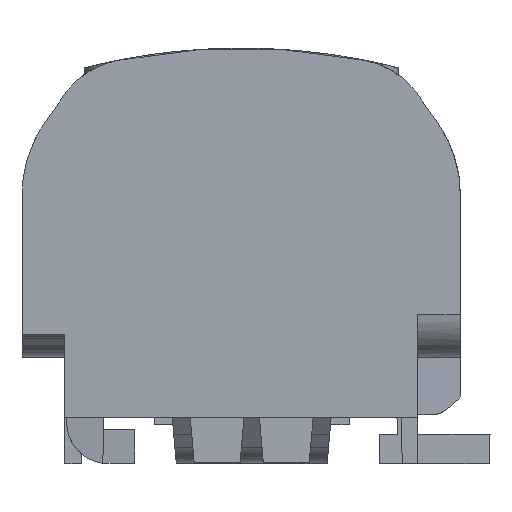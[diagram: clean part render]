
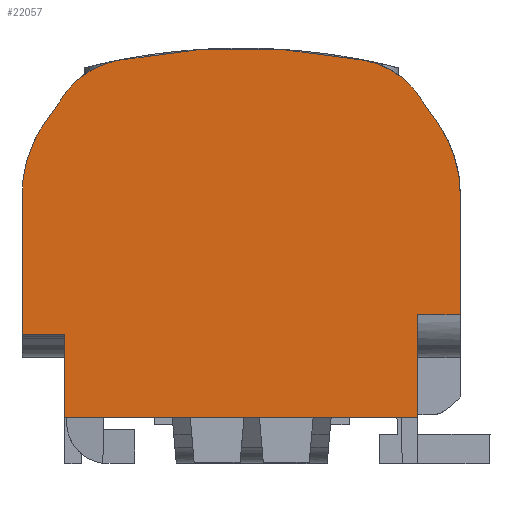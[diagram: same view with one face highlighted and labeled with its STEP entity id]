
A CAD part, left-side view. The second image highlights one B-rep face of the part: STEP entity #22057.
In plain terms, the highlighted planar face has unit normal (-1, 0, 0).
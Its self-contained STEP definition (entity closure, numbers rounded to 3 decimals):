
#9575=AXIS2_PLACEMENT_3D('Circle Axis2P3D',#9573,#9574,$) ;
#11501=AXIS2_PLACEMENT_3D('Circle Axis2P3D',#11499,#11500,$) ;
#11579=AXIS2_PLACEMENT_3D('Circle Axis2P3D',#11577,#11578,$) ;
#12609=AXIS2_PLACEMENT_3D('Circle Axis2P3D',#12607,#12608,$) ;
#13224=AXIS2_PLACEMENT_3D('Circle Axis2P3D',#13222,#13223,$) ;
#21989=AXIS2_PLACEMENT_3D('Circle Axis2P3D',#21987,#21988,$) ;
#22002=AXIS2_PLACEMENT_3D('Plane Axis2P3D',#21999,#22000,#22001) ;
#22020=AXIS2_PLACEMENT_3D('Circle Axis2P3D',#22018,#22019,$) ;
#22025=AXIS2_PLACEMENT_3D('Circle Axis2P3D',#22023,#22024,$) ;
#1593=CARTESIAN_POINT('Vertex',(0.,3.517,31.868)) ;
#1596=CARTESIAN_POINT('Line Origine',(0.,3.517,24.789)) ;
#1600=CARTESIAN_POINT('Vertex',(0.,3.517,17.71)) ;
#4523=CARTESIAN_POINT('Line Origine',(0.,4.927,17.71)) ;
#4527=CARTESIAN_POINT('Vertex',(0.,8.617,17.71)) ;
#8559=CARTESIAN_POINT('Line Origine',(0.,52.967,15.346)) ;
#8563=CARTESIAN_POINT('Vertex',(0.,55.517,15.346)) ;
#8565=CARTESIAN_POINT('Vertex',(0.,50.417,15.346)) ;
#9570=CARTESIAN_POINT('Vertex',(0.,55.517,31.868)) ;
#9573=CARTESIAN_POINT('Axis2P3D Location',(0.,40.517,31.868)) ;
#9577=CARTESIAN_POINT('Vertex',(0.,54.243,37.919)) ;
#11499=CARTESIAN_POINT('Axis2P3D Location',(0.,40.478,31.85)) ;
#11503=CARTESIAN_POINT('Vertex',(0.,52.879,40.365)) ;
#11574=CARTESIAN_POINT('Vertex',(0.,50.492,43.775)) ;
#11577=CARTESIAN_POINT('Axis2P3D Location',(0.,42.3,38.039)) ;
#11581=CARTESIAN_POINT('Vertex',(0.,49.637,44.834)) ;
#12604=CARTESIAN_POINT('Vertex',(0.,44.267,47.844)) ;
#12607=CARTESIAN_POINT('Axis2P3D Location',(0.,29.517,-25.692)) ;
#12611=CARTESIAN_POINT('Vertex',(0.,14.768,47.844)) ;
#13219=CARTESIAN_POINT('Vertex',(0.,9.397,44.834)) ;
#13222=CARTESIAN_POINT('Axis2P3D Location',(0.,16.734,38.039)) ;
#13226=CARTESIAN_POINT('Vertex',(0.,8.543,43.775)) ;
#13295=CARTESIAN_POINT('Line Origine',(0.,7.386,42.123)) ;
#13299=CARTESIAN_POINT('Vertex',(0.,6.23,40.472)) ;
#20982=CARTESIAN_POINT('Line Origine',(0.,51.685,42.07)) ;
#21987=CARTESIAN_POINT('Axis2P3D Location',(0.,18.517,31.868)) ;
#21999=CARTESIAN_POINT('Axis2P3D Location',(0.,49.417,5.508)) ;
#22004=CARTESIAN_POINT('Line Origine',(0.,29.517,5.508)) ;
#22008=CARTESIAN_POINT('Vertex',(0.,8.617,5.508)) ;
#22010=CARTESIAN_POINT('Vertex',(0.,50.417,5.508)) ;
#22013=CARTESIAN_POINT('Line Origine',(0.,8.617,11.609)) ;
#22018=CARTESIAN_POINT('Axis2P3D Location',(0.,16.734,38.039)) ;
#22023=CARTESIAN_POINT('Axis2P3D Location',(0.,42.3,38.039)) ;
#22028=CARTESIAN_POINT('Line Origine',(0.,55.517,23.607)) ;
#22033=CARTESIAN_POINT('Line Origine',(0.,50.417,10.427)) ;
#1597=DIRECTION('Vector Direction',(0.,0.,-1.)) ;
#4524=DIRECTION('Vector Direction',(0.,-1.,0.)) ;
#8560=DIRECTION('Vector Direction',(0.,-1.,0.)) ;
#9574=DIRECTION('Axis2P3D Direction',(1.,0.,0.)) ;
#11500=DIRECTION('Axis2P3D Direction',(1.,0.,0.)) ;
#11578=DIRECTION('Axis2P3D Direction',(1.,0.,0.)) ;
#12608=DIRECTION('Axis2P3D Direction',(1.,0.,0.)) ;
#13223=DIRECTION('Axis2P3D Direction',(1.,0.,0.)) ;
#13296=DIRECTION('Vector Direction',(0.,-0.574,-0.819)) ;
#20983=DIRECTION('Vector Direction',(0.,-0.574,0.819)) ;
#21988=DIRECTION('Axis2P3D Direction',(1.,0.,0.)) ;
#22000=DIRECTION('Axis2P3D Direction',(-1.,0.,0.)) ;
#22001=DIRECTION('Axis2P3D XDirection',(0.,1.,0.)) ;
#22005=DIRECTION('Vector Direction',(0.,1.,0.)) ;
#22014=DIRECTION('Vector Direction',(0.,0.,1.)) ;
#22019=DIRECTION('Axis2P3D Direction',(-1.,0.,0.)) ;
#22024=DIRECTION('Axis2P3D Direction',(-1.,0.,0.)) ;
#22029=DIRECTION('Vector Direction',(0.,0.,-1.)) ;
#22034=DIRECTION('Vector Direction',(0.,0.,-1.)) ;
#1598=VECTOR('Line Direction',#1597,1.) ;
#4525=VECTOR('Line Direction',#4524,1.) ;
#8561=VECTOR('Line Direction',#8560,1.) ;
#13297=VECTOR('Line Direction',#13296,1.) ;
#20984=VECTOR('Line Direction',#20983,1.) ;
#22006=VECTOR('Line Direction',#22005,1.) ;
#22015=VECTOR('Line Direction',#22014,1.) ;
#22030=VECTOR('Line Direction',#22029,1.) ;
#22035=VECTOR('Line Direction',#22034,1.) ;
#22039=ORIENTED_EDGE('',*,*,#22012,.F.) ;
#22040=ORIENTED_EDGE('',*,*,#22017,.T.) ;
#22041=ORIENTED_EDGE('',*,*,#4529,.F.) ;
#22042=ORIENTED_EDGE('',*,*,#1602,.F.) ;
#22043=ORIENTED_EDGE('',*,*,#21991,.T.) ;
#22044=ORIENTED_EDGE('',*,*,#13301,.F.) ;
#22045=ORIENTED_EDGE('',*,*,#13228,.T.) ;
#22046=ORIENTED_EDGE('',*,*,#22022,.T.) ;
#22047=ORIENTED_EDGE('',*,*,#12613,.T.) ;
#22048=ORIENTED_EDGE('',*,*,#22027,.T.) ;
#22049=ORIENTED_EDGE('',*,*,#11583,.T.) ;
#22050=ORIENTED_EDGE('',*,*,#20986,.F.) ;
#22051=ORIENTED_EDGE('',*,*,#11505,.T.) ;
#22052=ORIENTED_EDGE('',*,*,#9579,.T.) ;
#22053=ORIENTED_EDGE('',*,*,#22032,.T.) ;
#22054=ORIENTED_EDGE('',*,*,#8567,.T.) ;
#22055=ORIENTED_EDGE('',*,*,#22037,.T.) ;
#22057=ADVANCED_FACE('Koerper.2',(#22056),#22003,.T.) ;
#9576=CIRCLE('generated circle',#9575,15.) ;
#11502=CIRCLE('generated circle',#11501,15.043) ;
#11580=CIRCLE('generated circle',#11579,10.) ;
#12610=CIRCLE('generated circle',#12609,75.) ;
#13225=CIRCLE('generated circle',#13224,10.) ;
#21990=CIRCLE('generated circle',#21989,15.) ;
#22021=CIRCLE('generated circle',#22020,10.) ;
#22026=CIRCLE('generated circle',#22025,10.) ;
#1602=EDGE_CURVE('',#1594,#1601,#1599,.T.) ;
#4529=EDGE_CURVE('',#1601,#4528,#4526,.F.) ;
#8567=EDGE_CURVE('',#8564,#8566,#8562,.T.) ;
#9579=EDGE_CURVE('',#9578,#9571,#9576,.F.) ;
#11505=EDGE_CURVE('',#11504,#9578,#11502,.F.) ;
#11583=EDGE_CURVE('',#11582,#11575,#11580,.F.) ;
#12613=EDGE_CURVE('',#12612,#12605,#12610,.F.) ;
#13228=EDGE_CURVE('',#13227,#13220,#13225,.F.) ;
#13301=EDGE_CURVE('',#13227,#13300,#13298,.T.) ;
#20986=EDGE_CURVE('',#11504,#11575,#20985,.T.) ;
#21991=EDGE_CURVE('',#1594,#13300,#21990,.F.) ;
#22012=EDGE_CURVE('',#22009,#22011,#22007,.T.) ;
#22017=EDGE_CURVE('',#22009,#4528,#22016,.T.) ;
#22022=EDGE_CURVE('',#13220,#12612,#22021,.T.) ;
#22027=EDGE_CURVE('',#12605,#11582,#22026,.T.) ;
#22032=EDGE_CURVE('',#9571,#8564,#22031,.T.) ;
#22037=EDGE_CURVE('',#8566,#22011,#22036,.T.) ;
#22038=EDGE_LOOP('',(#22039,#22040,#22041,#22042,#22043,#22044,#22045,#22046,#22047,#22048,#22049,#22050,#22051,#22052,#22053,#22054,#22055)) ;
#22056=FACE_OUTER_BOUND('',#22038,.T.) ;
#1599=LINE('Line',#1596,#1598) ;
#4526=LINE('Line',#4523,#4525) ;
#8562=LINE('Line',#8559,#8561) ;
#13298=LINE('Line',#13295,#13297) ;
#20985=LINE('Line',#20982,#20984) ;
#22007=LINE('Line',#22004,#22006) ;
#22016=LINE('Line',#22013,#22015) ;
#22031=LINE('Line',#22028,#22030) ;
#22036=LINE('Line',#22033,#22035) ;
#22003=PLANE('',#22002) ;
#1594=VERTEX_POINT('',#1593) ;
#1601=VERTEX_POINT('',#1600) ;
#4528=VERTEX_POINT('',#4527) ;
#8564=VERTEX_POINT('',#8563) ;
#8566=VERTEX_POINT('',#8565) ;
#9571=VERTEX_POINT('',#9570) ;
#9578=VERTEX_POINT('',#9577) ;
#11504=VERTEX_POINT('',#11503) ;
#11575=VERTEX_POINT('',#11574) ;
#11582=VERTEX_POINT('',#11581) ;
#12605=VERTEX_POINT('',#12604) ;
#12612=VERTEX_POINT('',#12611) ;
#13220=VERTEX_POINT('',#13219) ;
#13227=VERTEX_POINT('',#13226) ;
#13300=VERTEX_POINT('',#13299) ;
#22009=VERTEX_POINT('',#22008) ;
#22011=VERTEX_POINT('',#22010) ;
